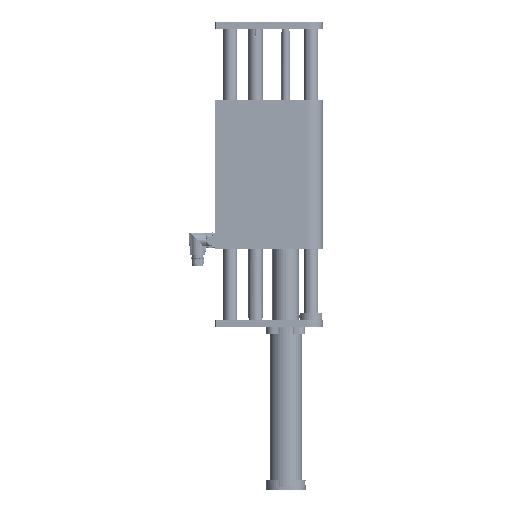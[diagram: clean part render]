
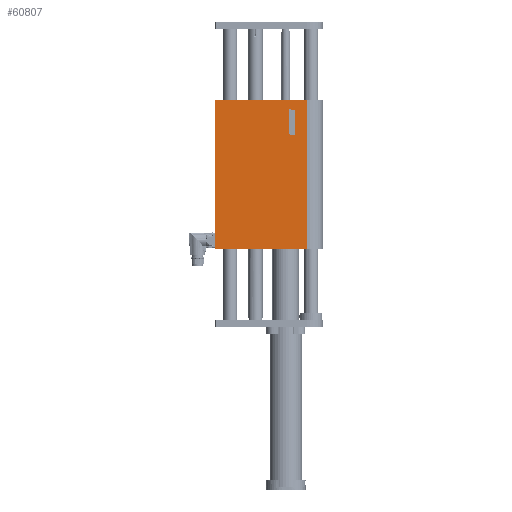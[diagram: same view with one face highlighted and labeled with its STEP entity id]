
A CAD part, left-side view. The second image highlights one B-rep face of the part: STEP entity #60807.
In plain terms, the highlighted planar face has unit normal (-1, 0, 0).
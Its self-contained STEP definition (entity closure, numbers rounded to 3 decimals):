
#2034 = CARTESIAN_POINT ( 'NONE',  ( -22.5, 57., 103. ) ) ;
#2797 = EDGE_CURVE ( 'NONE', #109864, #103279, #23738, .T. ) ;
#3857 = CARTESIAN_POINT ( 'NONE',  ( -22.5, -55.043, 0. ) ) ;
#4483 = ORIENTED_EDGE ( 'NONE', *, *, #76059, .T. ) ;
#8237 = ORIENTED_EDGE ( 'NONE', *, *, #93829, .T. ) ;
#15189 = VECTOR ( 'NONE', #65253, 1000. ) ;
#19323 = LINE ( 'NONE', #63210, #15189 ) ;
#19965 = CARTESIAN_POINT ( 'NONE',  ( -22.5, -46.059, 0. ) ) ;
#21458 = VECTOR ( 'NONE', #29205, 1000. ) ;
#22102 = EDGE_CURVE ( 'NONE', #103279, #129129, #140120, .T. ) ;
#23738 = LINE ( 'NONE', #3857, #90684 ) ;
#28473 = EDGE_CURVE ( 'NONE', #99131, #49736, #53852, .T. ) ;
#28964 = ORIENTED_EDGE ( 'NONE', *, *, #22102, .T. ) ;
#29205 = DIRECTION ( 'NONE',  ( 0., 0., 1. ) ) ;
#29765 = CARTESIAN_POINT ( 'NONE',  ( -22.5, -55.043, 88.89 ) ) ;
#29769 = VECTOR ( 'NONE', #120548, 1000. ) ;
#30484 = ORIENTED_EDGE ( 'NONE', *, *, #53341, .T. ) ;
#31879 = EDGE_CURVE ( 'NONE', #65149, #121743, #115271, .T. ) ;
#43883 = LINE ( 'NONE', #62374, #83937 ) ;
#47145 = DIRECTION ( 'NONE',  ( 0., 0., -1. ) ) ;
#49736 = VERTEX_POINT ( 'NONE', #72685 ) ;
#50009 = DIRECTION ( 'NONE',  ( 0., -1., 0. ) ) ;
#53247 = AXIS2_PLACEMENT_3D ( 'NONE', #67476, #133592, #110826 ) ;
#53341 = EDGE_CURVE ( 'NONE', #97796, #109864, #115328, .T. ) ;
#53852 = LINE ( 'NONE', #2034, #29769 ) ;
#57801 = CARTESIAN_POINT ( 'NONE',  ( -22.5, -71.5, -103. ) ) ;
#57940 = ORIENTED_EDGE ( 'NONE', *, *, #28473, .F. ) ;
#60807 = ADVANCED_FACE ( 'NONE', ( #89520, #122249 ), #88815, .T. ) ;
#61343 = CARTESIAN_POINT ( 'NONE',  ( -22.5, -20.493, 96.247 ) ) ;
#62374 = CARTESIAN_POINT ( 'NONE',  ( -22.5, 55.5, -103. ) ) ;
#63210 = CARTESIAN_POINT ( 'NONE',  ( -22.5, -71.5, -103. ) ) ;
#63561 = CARTESIAN_POINT ( 'NONE',  ( -22.5, -46.059, 90.803 ) ) ;
#64249 = ORIENTED_EDGE ( 'NONE', *, *, #136314, .T. ) ;
#65149 = VERTEX_POINT ( 'NONE', #88540 ) ;
#65253 = DIRECTION ( 'NONE',  ( 0., 0., 1. ) ) ;
#67476 = CARTESIAN_POINT ( 'NONE',  ( -22.5, 57., -103. ) ) ;
#72685 = CARTESIAN_POINT ( 'NONE',  ( -22.5, -71.5, 103. ) ) ;
#73817 = LINE ( 'NONE', #19965, #21458 ) ;
#76059 = EDGE_CURVE ( 'NONE', #121743, #49736, #19323, .T. ) ;
#76706 = EDGE_LOOP ( 'NONE', ( #57940, #8237, #129221, #4483 ) ) ;
#81933 = CARTESIAN_POINT ( 'NONE',  ( -22.5, 57., -103. ) ) ;
#82873 = VECTOR ( 'NONE', #118093, 1000. ) ;
#83937 = VECTOR ( 'NONE', #105716, 1000. ) ;
#88540 = CARTESIAN_POINT ( 'NONE',  ( -22.5, 55.5, -103. ) ) ;
#88815 = PLANE ( 'NONE',  #53247 ) ;
#89520 = FACE_OUTER_BOUND ( 'NONE', #76706, .T. ) ;
#90684 = VECTOR ( 'NONE', #47145, 1000. ) ;
#93829 = EDGE_CURVE ( 'NONE', #99131, #65149, #43883, .T. ) ;
#97796 = VERTEX_POINT ( 'NONE', #63561 ) ;
#99131 = VERTEX_POINT ( 'NONE', #108705 ) ;
#103279 = VERTEX_POINT ( 'NONE', #121644 ) ;
#105716 = DIRECTION ( 'NONE',  ( 0., 0., -1. ) ) ;
#108705 = CARTESIAN_POINT ( 'NONE',  ( -22.5, 55.5, 103. ) ) ;
#109346 = ORIENTED_EDGE ( 'NONE', *, *, #2797, .T. ) ;
#109864 = VERTEX_POINT ( 'NONE', #29765 ) ;
#110826 = DIRECTION ( 'NONE',  ( 0., -1., 0. ) ) ;
#115033 = EDGE_LOOP ( 'NONE', ( #30484, #109346, #28964, #64249 ) ) ;
#115271 = LINE ( 'NONE', #81933, #139192 ) ;
#115328 = LINE ( 'NONE', #61343, #126268 ) ;
#116051 = DIRECTION ( 'NONE',  ( 0., -0.978, -0.208 ) ) ;
#117378 = CARTESIAN_POINT ( 'NONE',  ( -22.5, -46.059, 56.01 ) ) ;
#118093 = DIRECTION ( 'NONE',  ( 0., 0.978, 0.208 ) ) ;
#120548 = DIRECTION ( 'NONE',  ( 0., -1., 0. ) ) ;
#121644 = CARTESIAN_POINT ( 'NONE',  ( -22.5, -55.043, 54.099 ) ) ;
#121743 = VERTEX_POINT ( 'NONE', #57801 ) ;
#122249 = FACE_BOUND ( 'NONE', #115033, .T. ) ;
#126268 = VECTOR ( 'NONE', #116051, 1000. ) ;
#128079 = CARTESIAN_POINT ( 'NONE',  ( -22.5, -13.398, 62.961 ) ) ;
#129129 = VERTEX_POINT ( 'NONE', #117378 ) ;
#129221 = ORIENTED_EDGE ( 'NONE', *, *, #31879, .T. ) ;
#133592 = DIRECTION ( 'NONE',  ( -1., 0., 0. ) ) ;
#136314 = EDGE_CURVE ( 'NONE', #129129, #97796, #73817, .T. ) ;
#139192 = VECTOR ( 'NONE', #50009, 1000. ) ;
#140120 = LINE ( 'NONE', #128079, #82873 ) ;
